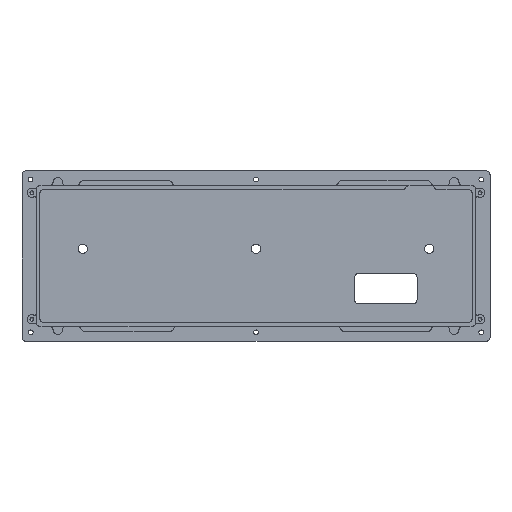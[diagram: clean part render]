
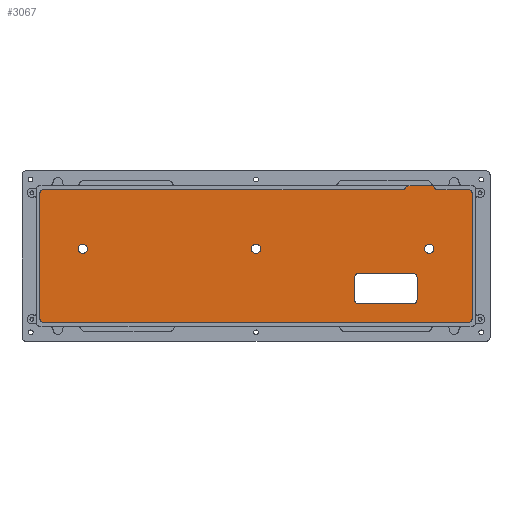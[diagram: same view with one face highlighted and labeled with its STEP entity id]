
A CAD part, top view. The second image highlights one B-rep face of the part: STEP entity #3067.
In plain terms, the highlighted planar face has unit normal (0, 0, 1).
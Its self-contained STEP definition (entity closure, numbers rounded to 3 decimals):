
#42=FACE_BOUND('',#1087,.T.);
#43=FACE_BOUND('',#1088,.T.);
#44=FACE_BOUND('',#1089,.T.);
#45=FACE_BOUND('',#1090,.T.);
#73=CIRCLE('',#3207,2.6);
#74=CIRCLE('',#3209,2.6);
#75=CIRCLE('',#3211,2.6);
#76=CIRCLE('',#3215,2.);
#77=CIRCLE('',#3218,2.);
#96=CIRCLE('',#3251,2.);
#98=CIRCLE('',#3255,2.);
#100=CIRCLE('',#3259,2.);
#102=CIRCLE('',#3263,2.);
#176=CIRCLE('',#3360,2.);
#178=CIRCLE('',#3363,2.);
#179=CIRCLE('',#3364,2.);
#180=CIRCLE('',#3365,2.);
#181=CIRCLE('',#3366,2.);
#182=CIRCLE('',#3367,2.);
#354=LINE('',#5531,#568);
#358=LINE('',#5540,#572);
#381=LINE('',#5659,#595);
#385=LINE('',#5671,#599);
#389=LINE('',#5683,#603);
#393=LINE('',#5695,#607);
#451=LINE('',#5940,#665);
#469=LINE('',#5987,#683);
#470=LINE('',#5996,#684);
#471=LINE('',#5998,#685);
#568=VECTOR('',#3619,10.);
#572=VECTOR('',#3629,10.);
#595=VECTOR('',#3726,10.);
#599=VECTOR('',#3738,10.);
#603=VECTOR('',#3750,10.);
#607=VECTOR('',#3762,10.);
#665=VECTOR('',#3986,10.);
#683=VECTOR('',#4032,10.);
#684=VECTOR('',#4041,10.);
#685=VECTOR('',#4044,10.);
#774=PLANE('',#3362);
#890=FACE_OUTER_BOUND('',#1086,.T.);
#1086=EDGE_LOOP('',(#2537,#2538,#2539,#2540,#2541,#2542,#2543,#2544,#2545,
#2546,#2547,#2548,#2549,#2550));
#1087=EDGE_LOOP('',(#2551));
#1088=EDGE_LOOP('',(#2552));
#1089=EDGE_LOOP('',(#2553));
#1090=EDGE_LOOP('',(#2554,#2555,#2556,#2557,#2558,#2559,#2560,#2561));
#1335=VERTEX_POINT('',#5514);
#1336=VERTEX_POINT('',#5518);
#1337=VERTEX_POINT('',#5522);
#1338=VERTEX_POINT('',#5528);
#1339=VERTEX_POINT('',#5530);
#1340=VERTEX_POINT('',#5534);
#1341=VERTEX_POINT('',#5538);
#1342=VERTEX_POINT('',#5542);
#1372=VERTEX_POINT('',#5649);
#1373=VERTEX_POINT('',#5650);
#1376=VERTEX_POINT('',#5658);
#1378=VERTEX_POINT('',#5664);
#1380=VERTEX_POINT('',#5670);
#1382=VERTEX_POINT('',#5676);
#1384=VERTEX_POINT('',#5682);
#1386=VERTEX_POINT('',#5688);
#1388=VERTEX_POINT('',#5694);
#1491=VERTEX_POINT('',#5937);
#1492=VERTEX_POINT('',#5939);
#1505=VERTEX_POINT('',#5980);
#1507=VERTEX_POINT('',#5986);
#1508=VERTEX_POINT('',#5989);
#1509=VERTEX_POINT('',#5992);
#1510=VERTEX_POINT('',#5993);
#1511=VERTEX_POINT('',#5995);
#1669=EDGE_CURVE('',#1335,#1335,#73,.T.);
#1671=EDGE_CURVE('',#1336,#1336,#74,.T.);
#1673=EDGE_CURVE('',#1337,#1337,#75,.T.);
#1677=EDGE_CURVE('',#1338,#1339,#354,.T.);
#1680=EDGE_CURVE('',#1340,#1338,#76,.T.);
#1682=EDGE_CURVE('',#1341,#1340,#358,.T.);
#1684=EDGE_CURVE('',#1342,#1341,#77,.T.);
#1726=EDGE_CURVE('',#1372,#1373,#96,.T.);
#1730=EDGE_CURVE('',#1372,#1376,#381,.T.);
#1733=EDGE_CURVE('',#1378,#1376,#98,.T.);
#1736=EDGE_CURVE('',#1378,#1380,#385,.T.);
#1739=EDGE_CURVE('',#1382,#1380,#100,.T.);
#1742=EDGE_CURVE('',#1382,#1384,#389,.T.);
#1745=EDGE_CURVE('',#1386,#1384,#102,.T.);
#1748=EDGE_CURVE('',#1386,#1388,#393,.T.);
#1872=EDGE_CURVE('',#1491,#1492,#451,.T.);
#1895=EDGE_CURVE('',#1505,#1492,#176,.T.);
#1898=EDGE_CURVE('',#1507,#1373,#469,.T.);
#1899=EDGE_CURVE('',#1505,#1507,#178,.F.);
#1900=EDGE_CURVE('',#1491,#1508,#179,.T.);
#1901=EDGE_CURVE('',#1388,#1508,#180,.F.);
#1902=EDGE_CURVE('',#1509,#1510,#181,.T.);
#1903=EDGE_CURVE('',#1511,#1509,#470,.T.);
#1904=EDGE_CURVE('',#1339,#1511,#182,.T.);
#1905=EDGE_CURVE('',#1510,#1342,#471,.T.);
#2537=ORIENTED_EDGE('',*,*,#1726,.T.);
#2538=ORIENTED_EDGE('',*,*,#1898,.F.);
#2539=ORIENTED_EDGE('',*,*,#1899,.F.);
#2540=ORIENTED_EDGE('',*,*,#1895,.T.);
#2541=ORIENTED_EDGE('',*,*,#1872,.F.);
#2542=ORIENTED_EDGE('',*,*,#1900,.T.);
#2543=ORIENTED_EDGE('',*,*,#1901,.F.);
#2544=ORIENTED_EDGE('',*,*,#1748,.F.);
#2545=ORIENTED_EDGE('',*,*,#1745,.T.);
#2546=ORIENTED_EDGE('',*,*,#1742,.F.);
#2547=ORIENTED_EDGE('',*,*,#1739,.T.);
#2548=ORIENTED_EDGE('',*,*,#1736,.F.);
#2549=ORIENTED_EDGE('',*,*,#1733,.T.);
#2550=ORIENTED_EDGE('',*,*,#1730,.F.);
#2551=ORIENTED_EDGE('',*,*,#1669,.T.);
#2552=ORIENTED_EDGE('',*,*,#1671,.T.);
#2553=ORIENTED_EDGE('',*,*,#1673,.T.);
#2554=ORIENTED_EDGE('',*,*,#1902,.F.);
#2555=ORIENTED_EDGE('',*,*,#1903,.F.);
#2556=ORIENTED_EDGE('',*,*,#1904,.F.);
#2557=ORIENTED_EDGE('',*,*,#1677,.F.);
#2558=ORIENTED_EDGE('',*,*,#1680,.F.);
#2559=ORIENTED_EDGE('',*,*,#1682,.F.);
#2560=ORIENTED_EDGE('',*,*,#1684,.F.);
#2561=ORIENTED_EDGE('',*,*,#1905,.F.);
#3067=ADVANCED_FACE('',(#890,#42,#43,#44,#45),#774,.T.);
#3207=AXIS2_PLACEMENT_3D('',#5515,#3600,#3601);
#3209=AXIS2_PLACEMENT_3D('',#5519,#3605,#3606);
#3211=AXIS2_PLACEMENT_3D('',#5523,#3610,#3611);
#3215=AXIS2_PLACEMENT_3D('',#5536,#3624,#3625);
#3218=AXIS2_PLACEMENT_3D('',#5544,#3633,#3634);
#3251=AXIS2_PLACEMENT_3D('',#5651,#3718,#3719);
#3255=AXIS2_PLACEMENT_3D('',#5665,#3731,#3732);
#3259=AXIS2_PLACEMENT_3D('',#5677,#3743,#3744);
#3263=AXIS2_PLACEMENT_3D('',#5689,#3755,#3756);
#3360=AXIS2_PLACEMENT_3D('',#5981,#4025,#4026);
#3362=AXIS2_PLACEMENT_3D('',#5985,#4030,#4031);
#3363=AXIS2_PLACEMENT_3D('',#5988,#4033,#4034);
#3364=AXIS2_PLACEMENT_3D('',#5990,#4035,#4036);
#3365=AXIS2_PLACEMENT_3D('',#5991,#4037,#4038);
#3366=AXIS2_PLACEMENT_3D('',#5994,#4039,#4040);
#3367=AXIS2_PLACEMENT_3D('',#5997,#4042,#4043);
#3600=DIRECTION('center_axis',(0.,0.,-1.));
#3601=DIRECTION('ref_axis',(1.,0.,0.));
#3605=DIRECTION('center_axis',(0.,0.,-1.));
#3606=DIRECTION('ref_axis',(1.,0.,0.));
#3610=DIRECTION('center_axis',(0.,0.,-1.));
#3611=DIRECTION('ref_axis',(1.,0.,0.));
#3619=DIRECTION('',(0.,1.,0.));
#3624=DIRECTION('center_axis',(0.,0.,1.));
#3625=DIRECTION('ref_axis',(0.707,-0.707,0.));
#3629=DIRECTION('',(1.,0.,0.));
#3633=DIRECTION('center_axis',(0.,0.,1.));
#3634=DIRECTION('ref_axis',(-0.707,-0.707,0.));
#3718=DIRECTION('center_axis',(0.,0.,1.));
#3719=DIRECTION('ref_axis',(0.707,0.707,0.));
#3726=DIRECTION('',(0.,-1.,0.));
#3731=DIRECTION('center_axis',(0.,0.,1.));
#3732=DIRECTION('ref_axis',(0.707,-0.707,0.));
#3738=DIRECTION('',(-1.,0.,0.));
#3743=DIRECTION('center_axis',(0.,0.,1.));
#3744=DIRECTION('ref_axis',(-0.707,-0.707,0.));
#3750=DIRECTION('',(0.,1.,0.));
#3755=DIRECTION('center_axis',(0.,0.,1.));
#3756=DIRECTION('ref_axis',(-0.707,0.707,0.));
#3762=DIRECTION('',(1.,0.,0.));
#3986=DIRECTION('',(1.,0.,0.));
#4025=DIRECTION('center_axis',(0.,0.,1.));
#4026=DIRECTION('ref_axis',(0.53,0.848,0.));
#4030=DIRECTION('center_axis',(0.,0.,1.));
#4031=DIRECTION('ref_axis',(-1.,0.,0.));
#4032=DIRECTION('',(1.,0.,0.));
#4033=DIRECTION('center_axis',(0.,0.,-1.));
#4034=DIRECTION('ref_axis',(-0.5,-0.866,0.));
#4035=DIRECTION('center_axis',(0.,0.,1.));
#4036=DIRECTION('ref_axis',(-0.53,0.848,0.));
#4037=DIRECTION('center_axis',(0.,0.,-1.));
#4038=DIRECTION('ref_axis',(0.5,-0.866,0.));
#4039=DIRECTION('center_axis',(0.,0.,1.));
#4040=DIRECTION('ref_axis',(-0.707,0.707,0.));
#4041=DIRECTION('',(-1.,0.,0.));
#4042=DIRECTION('center_axis',(0.,0.,1.));
#4043=DIRECTION('ref_axis',(0.707,0.707,0.));
#4044=DIRECTION('',(0.,-1.,0.));
#5514=CARTESIAN_POINT('',(118.844,-34.1,-5.26));
#5515=CARTESIAN_POINT('Origin',(121.444,-34.1,-5.26));
#5518=CARTESIAN_POINT('',(21.844,-34.1,-5.26));
#5519=CARTESIAN_POINT('Origin',(24.444,-34.1,-5.26));
#5522=CARTESIAN_POINT('',(215.844,-34.1,-5.26));
#5523=CARTESIAN_POINT('Origin',(218.444,-34.1,-5.26));
#5528=CARTESIAN_POINT('',(211.55,-62.706,-5.26));
#5530=CARTESIAN_POINT('',(211.55,-50.006,-5.26));
#5531=CARTESIAN_POINT('',(211.55,-44.053,-5.26));
#5534=CARTESIAN_POINT('',(209.55,-64.706,-5.26));
#5536=CARTESIAN_POINT('Origin',(209.55,-62.706,-5.26));
#5538=CARTESIAN_POINT('',(178.594,-64.706,-5.26));
#5540=CARTESIAN_POINT('',(165.497,-64.706,-5.26));
#5542=CARTESIAN_POINT('',(176.594,-62.706,-5.26));
#5544=CARTESIAN_POINT('Origin',(178.594,-62.706,-5.26));
#5649=CARTESIAN_POINT('',(242.388,-3.,-5.26));
#5650=CARTESIAN_POINT('',(240.388,-1.,-5.26));
#5651=CARTESIAN_POINT('Origin',(240.388,-3.,-5.26));
#5658=CARTESIAN_POINT('',(242.388,-73.2,-5.26));
#5659=CARTESIAN_POINT('',(242.388,-75.2,-5.26));
#5664=CARTESIAN_POINT('',(240.388,-75.2,-5.26));
#5665=CARTESIAN_POINT('Origin',(240.388,-73.2,-5.26));
#5670=CARTESIAN_POINT('',(2.5,-75.2,-5.26));
#5671=CARTESIAN_POINT('',(0.5,-75.2,-5.26));
#5676=CARTESIAN_POINT('',(0.5,-73.2,-5.26));
#5677=CARTESIAN_POINT('Origin',(2.5,-73.2,-5.26));
#5682=CARTESIAN_POINT('',(0.5,-3.,-5.26));
#5683=CARTESIAN_POINT('',(0.5,-1.,-5.26));
#5688=CARTESIAN_POINT('',(2.5,-1.,-5.26));
#5689=CARTESIAN_POINT('Origin',(2.5,-3.,-5.26));
#5694=CARTESIAN_POINT('',(203.299,-1.,-5.26));
#5695=CARTESIAN_POINT('',(242.388,-1.,-5.26));
#5937=CARTESIAN_POINT('',(206.896,1.25,-5.26));
#5939=CARTESIAN_POINT('',(219.57,1.25,-5.26));
#5940=CARTESIAN_POINT('',(164.603,1.25,-5.26));
#5980=CARTESIAN_POINT('',(221.369,0.125,-5.26));
#5981=CARTESIAN_POINT('Origin',(219.57,-0.75,-5.26));
#5985=CARTESIAN_POINT('Origin',(121.444,-38.1,-5.26));
#5986=CARTESIAN_POINT('',(223.167,-1.,-5.26));
#5987=CARTESIAN_POINT('',(242.388,-1.,-5.26));
#5988=CARTESIAN_POINT('Origin',(223.167,1.,-5.26));
#5989=CARTESIAN_POINT('',(205.097,0.125,-5.26));
#5990=CARTESIAN_POINT('Origin',(206.896,-0.75,-5.26));
#5991=CARTESIAN_POINT('Origin',(203.299,1.,-5.26));
#5992=CARTESIAN_POINT('',(178.594,-48.006,-5.26));
#5993=CARTESIAN_POINT('',(176.594,-50.006,-5.26));
#5994=CARTESIAN_POINT('Origin',(178.594,-50.006,-5.26));
#5995=CARTESIAN_POINT('',(209.55,-48.006,-5.26));
#5996=CARTESIAN_POINT('',(150.019,-48.006,-5.26));
#5997=CARTESIAN_POINT('Origin',(209.55,-50.006,-5.26));
#5998=CARTESIAN_POINT('',(176.594,-50.403,-5.26));
